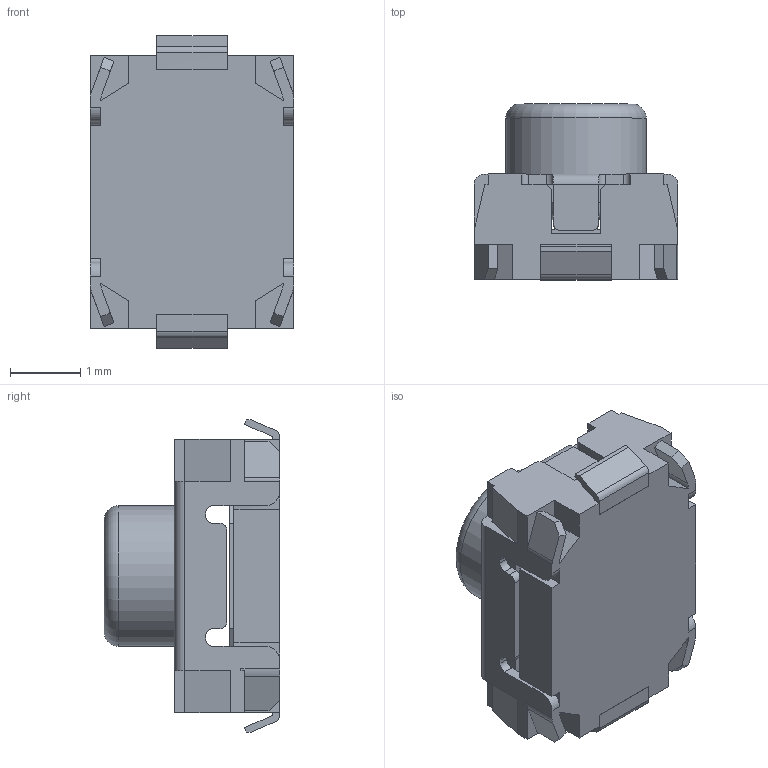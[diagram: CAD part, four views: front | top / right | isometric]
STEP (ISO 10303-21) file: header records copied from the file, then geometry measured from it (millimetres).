
FILE_DESCRIPTION(/* description */ ('STEP AP214'),/* implementation_level */ '2;1');
FILE_NAME(/* name */ 'psolqas_13260_0',/* time_stamp */ '2023-02-24T12:06:11+01:00',/* author */ ('License CC BY-ND 4.0'),/* organization */ ('CADENAS'),/* preprocessor_version */ 'ST-DEVELOPER v18.102',/* originating_system */ 'PARTsolutions',/* authorisation */ ' ');
FILE_SCHEMA (('AUTOMOTIVE_DESIGN {1 0 10303 214 3 1 1}'));
Length unit declared in the file: metre
Products named in the file (1): CU97M01820FP
Bounding box: 2.9 x 2.5 x 4.45 mm (x, y, z)
Volume: 14.4 mm3; surface area: 98.2 mm2
Topology: 1 solids, 2 shells, 243 faces, 703 edges, 461 vertices
Faces by surface type: plane 183, cylinder 58, torus 2
Full cylindrical faces by diameter (mm): 0.6 x1, 0.8 x1, 2 x1, 2.05 x1
Entity records: 7907 total; most frequent: CARTESIAN_POINT 1419, ORIENTED_EDGE 1388, DIRECTION 1297, EDGE_CURVE 694, LINE 567, VECTOR 567, VERTEX_POINT 458, AXIS2_PLACEMENT_3D 365
